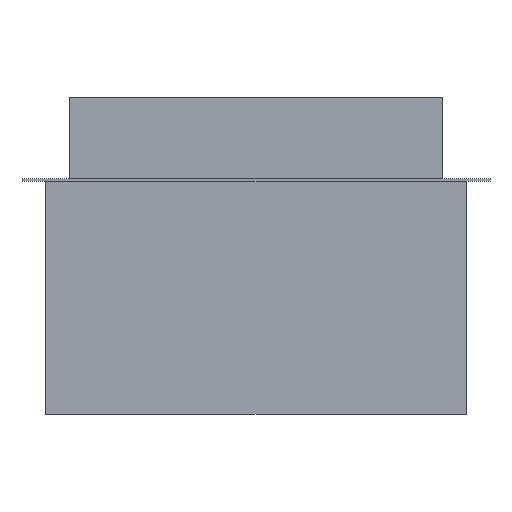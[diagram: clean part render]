
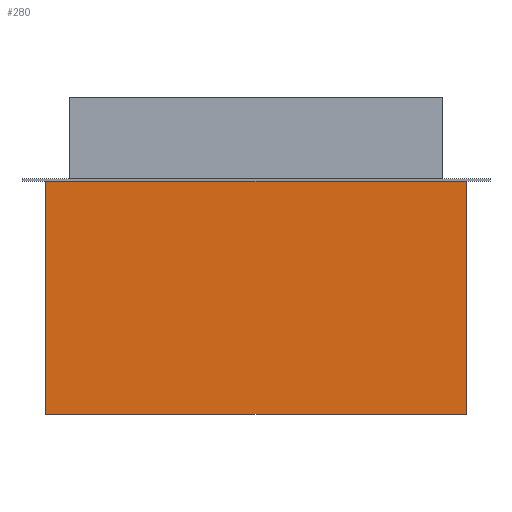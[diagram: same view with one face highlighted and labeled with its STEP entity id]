
A CAD part, front view. The second image highlights one B-rep face of the part: STEP entity #280.
In plain terms, the highlighted planar face has unit normal (0, -1, 0).
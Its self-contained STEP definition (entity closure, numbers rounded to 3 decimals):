
#36=ORIENTED_EDGE('',*,*,#92,.T.);
#37=ORIENTED_EDGE('',*,*,#103,.T.);
#38=ORIENTED_EDGE('',*,*,#96,.T.);
#39=ORIENTED_EDGE('',*,*,#100,.T.);
#92=EDGE_CURVE('',#128,#129,#152,.T.);
#96=EDGE_CURVE('',#132,#133,#156,.T.);
#100=EDGE_CURVE('',#133,#128,#160,.T.);
#103=EDGE_CURVE('',#129,#132,#163,.T.);
#128=VERTEX_POINT('',#394);
#129=VERTEX_POINT('',#395);
#132=VERTEX_POINT('',#403);
#133=VERTEX_POINT('',#404);
#152=LINE('',#393,#188);
#156=LINE('',#402,#192);
#160=LINE('',#411,#196);
#163=LINE('',#416,#199);
#188=VECTOR('',#325,1000.);
#192=VECTOR('',#331,1000.);
#196=VECTOR('',#337,1000.);
#199=VECTOR('',#344,1000.);
#228=EDGE_LOOP('',(#36,#37,#38,#39));
#246=FACE_BOUND('',#228,.T.);
#264=PLANE('',#309);
#280=ADVANCED_FACE('',(#246),#264,.T.);
#309=AXIS2_PLACEMENT_3D('',#415,#342,#343);
#325=DIRECTION('',(0.,0.,1.));
#331=DIRECTION('',(0.,0.,-1.));
#337=DIRECTION('',(1.,0.,0.));
#342=DIRECTION('',(0.,-1.,0.));
#343=DIRECTION('',(0.,0.,-1.));
#344=DIRECTION('',(-1.,0.,0.));
#393=CARTESIAN_POINT('',(168.5,0.,-93.5));
#394=CARTESIAN_POINT('',(168.5,0.,-93.5));
#395=CARTESIAN_POINT('',(168.5,0.,93.5));
#402=CARTESIAN_POINT('',(-168.5,0.,93.5));
#403=CARTESIAN_POINT('',(-168.5,0.,93.5));
#404=CARTESIAN_POINT('',(-168.5,0.,-93.5));
#411=CARTESIAN_POINT('',(-168.5,0.,-93.5));
#415=CARTESIAN_POINT('',(0.,0.,0.));
#416=CARTESIAN_POINT('',(168.5,0.,93.5));
